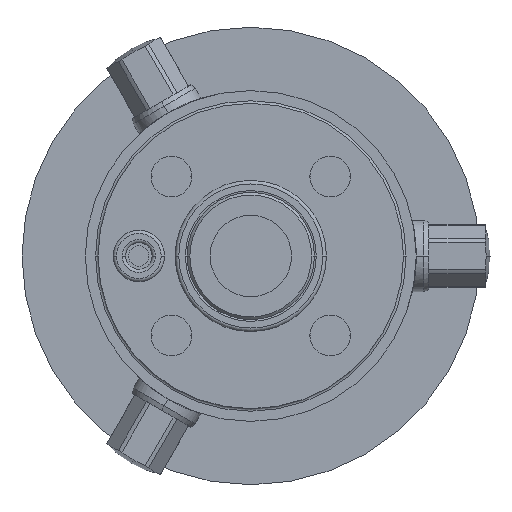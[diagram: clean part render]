
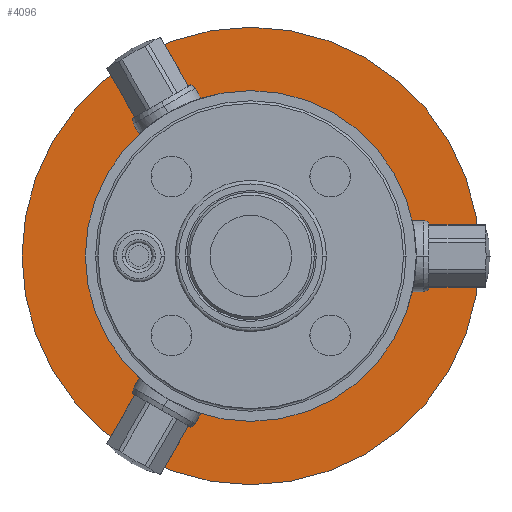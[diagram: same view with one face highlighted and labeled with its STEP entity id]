
A CAD part, front view. The second image highlights one B-rep face of the part: STEP entity #4096.
In plain terms, the highlighted planar face has unit normal (0, -1, 0).
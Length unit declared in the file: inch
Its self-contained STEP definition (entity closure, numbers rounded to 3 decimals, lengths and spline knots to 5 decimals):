
#1422=CARTESIAN_POINT('',(0.,2.67717,0.));
#1423=DIRECTION('',(0.,-1.,0.));
#1424=DIRECTION('',(1.,0.,0.));
#1425=AXIS2_PLACEMENT_3D('',#1422,#1423,#1424);
#1430=CARTESIAN_POINT('',(0.,2.67717,0.));
#1431=DIRECTION('',(0.,1.,0.));
#1432=DIRECTION('',(1.,0.,0.));
#1433=AXIS2_PLACEMENT_3D('',#1430,#1431,#1432);
#1438=CARTESIAN_POINT('',(0.,2.67717,0.));
#1439=DIRECTION('',(0.,1.,0.));
#1440=DIRECTION('',(1.,0.,0.));
#1441=AXIS2_PLACEMENT_3D('',#1438,#1439,#1440);
#1453=CARTESIAN_POINT('',(0.,2.67717,0.));
#1454=DIRECTION('',(0.,-1.,0.));
#1455=DIRECTION('',(1.,0.,0.));
#1456=AXIS2_PLACEMENT_3D('',#1453,#1454,#1455);
#2588=CARTESIAN_POINT('',(1.76969,2.67717,0.));
#2590=VERTEX_POINT('',#2588);
#2613=CARTESIAN_POINT('',(-1.27953,2.67717,0.));
#2615=VERTEX_POINT('',#2613);
#2616=CARTESIAN_POINT('',(-1.76969,2.67717,0.));
#2618=VERTEX_POINT('',#2616);
#2624=CARTESIAN_POINT('',(1.27953,2.67717,0.));
#2625=VERTEX_POINT('',#2624);
#4081=CARTESIAN_POINT('',(0.,2.67717,0.));
#4082=DIRECTION('',(0.,1.,0.));
#4083=DIRECTION('',(1.,0.,0.));
#4084=AXIS2_PLACEMENT_3D('',#4081,#4082,#4083);
#4085=PLANE('',#4084);
#4087=ORIENTED_EDGE('',*,*,#4086,.T.);
#4089=ORIENTED_EDGE('',*,*,#4088,.F.);
#4090=EDGE_LOOP('',(#4087,#4089));
#4091=FACE_OUTER_BOUND('',#4090,.F.);
#4092=ORIENTED_EDGE('',*,*,#3041,.T.);
#4093=ORIENTED_EDGE('',*,*,#3014,.F.);
#4094=EDGE_LOOP('',(#4092,#4093));
#4095=FACE_BOUND('',#4094,.F.);
#1426=CIRCLE('',#1425,1.27953);
#1434=CIRCLE('',#1433,1.27953);
#1442=CIRCLE('',#1441,1.76969);
#1457=CIRCLE('',#1456,1.76969);
#3014=EDGE_CURVE('',#2625,#2615,#1434,.T.);
#3041=EDGE_CURVE('',#2625,#2615,#1426,.T.);
#4086=EDGE_CURVE('',#2590,#2618,#1442,.T.);
#4088=EDGE_CURVE('',#2590,#2618,#1457,.T.);
#4096=ADVANCED_FACE('',(#4091,#4095),#4085,.F.);
